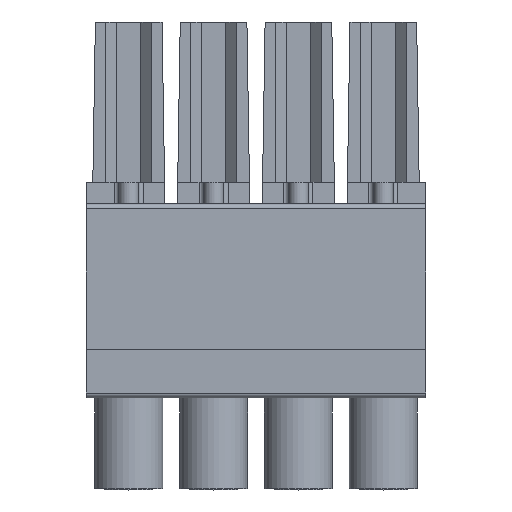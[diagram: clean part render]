
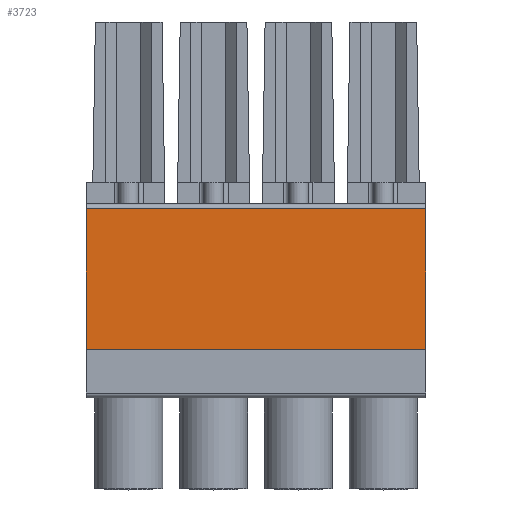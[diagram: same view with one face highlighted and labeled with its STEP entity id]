
A CAD part, front view. The second image highlights one B-rep face of the part: STEP entity #3723.
In plain terms, the highlighted planar face has unit normal (0, -1, 0).
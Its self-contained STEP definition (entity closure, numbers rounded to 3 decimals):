
#706 = PLANE('',#707);
#707 = AXIS2_PLACEMENT_3D('',#708,#709,#710);
#708 = CARTESIAN_POINT('',(-7.,0.,0.));
#709 = DIRECTION('',(1.,0.,0.));
#710 = DIRECTION('',(0.,0.,-1.));
#904 = VERTEX_POINT('',#905);
#905 = CARTESIAN_POINT('',(-7.,-6.3,-7.7));
#920 = CYLINDRICAL_SURFACE('',#921,0.2);
#921 = AXIS2_PLACEMENT_3D('',#922,#923,#924);
#922 = CARTESIAN_POINT('',(-7.,-6.1,-7.7));
#923 = DIRECTION('',(1.,0.,0.));
#924 = DIRECTION('',(0.,0.,-1.));
#932 = EDGE_CURVE('',#904,#933,#935,.T.);
#933 = VERTEX_POINT('',#934);
#934 = CARTESIAN_POINT('',(-7.,-6.3,-13.5));
#935 = SURFACE_CURVE('',#936,(#940,#947),.PCURVE_S1.);
#936 = LINE('',#937,#938);
#937 = CARTESIAN_POINT('',(-7.,-6.3,-7.7));
#938 = VECTOR('',#939,1.);
#939 = DIRECTION('',(0.,0.,-1.));
#940 = PCURVE('',#706,#941);
#941 = DEFINITIONAL_REPRESENTATION('',(#942),#946);
#942 = LINE('',#943,#944);
#943 = CARTESIAN_POINT('',(7.7,-6.3));
#944 = VECTOR('',#945,1.);
#945 = DIRECTION('',(1.,0.));
#946 = ( GEOMETRIC_REPRESENTATION_CONTEXT(2) 
PARAMETRIC_REPRESENTATION_CONTEXT() REPRESENTATION_CONTEXT('2D SPACE',''
  ) );
#947 = PCURVE('',#948,#953);
#948 = PLANE('',#949);
#949 = AXIS2_PLACEMENT_3D('',#950,#951,#952);
#950 = CARTESIAN_POINT('',(-7.,-6.3,-7.7));
#951 = DIRECTION('',(0.,-1.,0.));
#952 = DIRECTION('',(0.,0.,-1.));
#953 = DEFINITIONAL_REPRESENTATION('',(#954),#958);
#954 = LINE('',#955,#956);
#955 = CARTESIAN_POINT('',(0.,0.));
#956 = VECTOR('',#957,1.);
#957 = DIRECTION('',(1.,0.));
#958 = ( GEOMETRIC_REPRESENTATION_CONTEXT(2) 
PARAMETRIC_REPRESENTATION_CONTEXT() REPRESENTATION_CONTEXT('2D SPACE',''
  ) );
#976 = PLANE('',#977);
#977 = AXIS2_PLACEMENT_3D('',#978,#979,#980);
#978 = CARTESIAN_POINT('',(-7.,-6.3,-13.5));
#979 = DIRECTION('',(0.,0.,-1.));
#980 = DIRECTION('',(0.,1.,0.));
#2029 = PLANE('',#2030);
#2030 = AXIS2_PLACEMENT_3D('',#2031,#2032,#2033);
#2031 = CARTESIAN_POINT('',(7.,0.,0.));
#2032 = DIRECTION('',(1.,0.,0.));
#2033 = DIRECTION('',(0.,0.,-1.));
#3677 = EDGE_CURVE('',#904,#3678,#3680,.T.);
#3678 = VERTEX_POINT('',#3679);
#3679 = CARTESIAN_POINT('',(7.,-6.3,-7.7));
#3680 = SURFACE_CURVE('',#3681,(#3685,#3692),.PCURVE_S1.);
#3681 = LINE('',#3682,#3683);
#3682 = CARTESIAN_POINT('',(-7.,-6.3,-7.7));
#3683 = VECTOR('',#3684,1.);
#3684 = DIRECTION('',(1.,0.,0.));
#3685 = PCURVE('',#920,#3686);
#3686 = DEFINITIONAL_REPRESENTATION('',(#3687),#3691);
#3687 = LINE('',#3688,#3689);
#3688 = CARTESIAN_POINT('',(4.712,0.));
#3689 = VECTOR('',#3690,1.);
#3690 = DIRECTION('',(0.,1.));
#3691 = ( GEOMETRIC_REPRESENTATION_CONTEXT(2) 
PARAMETRIC_REPRESENTATION_CONTEXT() REPRESENTATION_CONTEXT('2D SPACE',''
  ) );
#3692 = PCURVE('',#948,#3693);
#3693 = DEFINITIONAL_REPRESENTATION('',(#3694),#3698);
#3694 = LINE('',#3695,#3696);
#3695 = CARTESIAN_POINT('',(0.,0.));
#3696 = VECTOR('',#3697,1.);
#3697 = DIRECTION('',(0.,1.));
#3698 = ( GEOMETRIC_REPRESENTATION_CONTEXT(2) 
PARAMETRIC_REPRESENTATION_CONTEXT() REPRESENTATION_CONTEXT('2D SPACE',''
  ) );
#3723 = ADVANCED_FACE('',(#3724),#948,.T.);
#3724 = FACE_BOUND('',#3725,.F.);
#3725 = EDGE_LOOP('',(#3726,#3727,#3728,#3751));
#3726 = ORIENTED_EDGE('',*,*,#932,.F.);
#3727 = ORIENTED_EDGE('',*,*,#3677,.T.);
#3728 = ORIENTED_EDGE('',*,*,#3729,.T.);
#3729 = EDGE_CURVE('',#3678,#3730,#3732,.T.);
#3730 = VERTEX_POINT('',#3731);
#3731 = CARTESIAN_POINT('',(7.,-6.3,-13.5));
#3732 = SURFACE_CURVE('',#3733,(#3737,#3744),.PCURVE_S1.);
#3733 = LINE('',#3734,#3735);
#3734 = CARTESIAN_POINT('',(7.,-6.3,-7.7));
#3735 = VECTOR('',#3736,1.);
#3736 = DIRECTION('',(0.,0.,-1.));
#3737 = PCURVE('',#948,#3738);
#3738 = DEFINITIONAL_REPRESENTATION('',(#3739),#3743);
#3739 = LINE('',#3740,#3741);
#3740 = CARTESIAN_POINT('',(0.,14.));
#3741 = VECTOR('',#3742,1.);
#3742 = DIRECTION('',(1.,0.));
#3743 = ( GEOMETRIC_REPRESENTATION_CONTEXT(2) 
PARAMETRIC_REPRESENTATION_CONTEXT() REPRESENTATION_CONTEXT('2D SPACE',''
  ) );
#3744 = PCURVE('',#2029,#3745);
#3745 = DEFINITIONAL_REPRESENTATION('',(#3746),#3750);
#3746 = LINE('',#3747,#3748);
#3747 = CARTESIAN_POINT('',(7.7,-6.3));
#3748 = VECTOR('',#3749,1.);
#3749 = DIRECTION('',(1.,0.));
#3750 = ( GEOMETRIC_REPRESENTATION_CONTEXT(2) 
PARAMETRIC_REPRESENTATION_CONTEXT() REPRESENTATION_CONTEXT('2D SPACE',''
  ) );
#3751 = ORIENTED_EDGE('',*,*,#3752,.F.);
#3752 = EDGE_CURVE('',#933,#3730,#3753,.T.);
#3753 = SURFACE_CURVE('',#3754,(#3758,#3765),.PCURVE_S1.);
#3754 = LINE('',#3755,#3756);
#3755 = CARTESIAN_POINT('',(-7.,-6.3,-13.5));
#3756 = VECTOR('',#3757,1.);
#3757 = DIRECTION('',(1.,0.,0.));
#3758 = PCURVE('',#948,#3759);
#3759 = DEFINITIONAL_REPRESENTATION('',(#3760),#3764);
#3760 = LINE('',#3761,#3762);
#3761 = CARTESIAN_POINT('',(5.8,0.));
#3762 = VECTOR('',#3763,1.);
#3763 = DIRECTION('',(0.,1.));
#3764 = ( GEOMETRIC_REPRESENTATION_CONTEXT(2) 
PARAMETRIC_REPRESENTATION_CONTEXT() REPRESENTATION_CONTEXT('2D SPACE',''
  ) );
#3765 = PCURVE('',#976,#3766);
#3766 = DEFINITIONAL_REPRESENTATION('',(#3767),#3771);
#3767 = LINE('',#3768,#3769);
#3768 = CARTESIAN_POINT('',(0.,0.));
#3769 = VECTOR('',#3770,1.);
#3770 = DIRECTION('',(0.,1.));
#3771 = ( GEOMETRIC_REPRESENTATION_CONTEXT(2) 
PARAMETRIC_REPRESENTATION_CONTEXT() REPRESENTATION_CONTEXT('2D SPACE',''
  ) );
